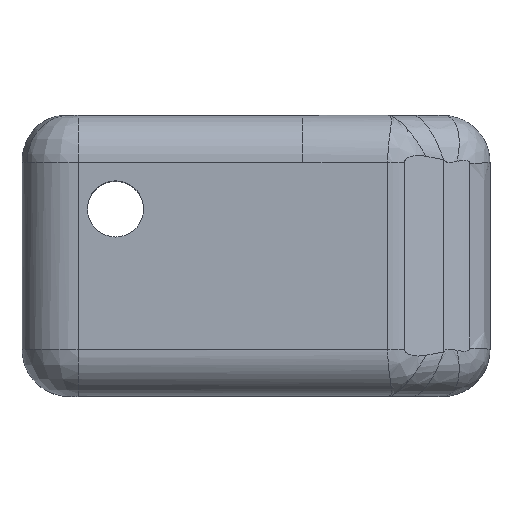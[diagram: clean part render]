
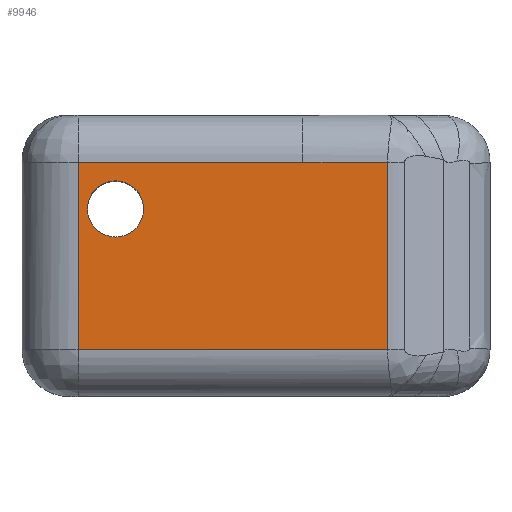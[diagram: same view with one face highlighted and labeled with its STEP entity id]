
A CAD part, top view. The second image highlights one B-rep face of the part: STEP entity #9946.
In plain terms, the highlighted planar face has unit normal (0, 0, 1).
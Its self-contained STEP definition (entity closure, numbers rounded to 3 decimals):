
#3251 = CYLINDRICAL_SURFACE('',#3252,5.);
#3252 = AXIS2_PLACEMENT_3D('',#3253,#3254,#3255);
#3253 = CARTESIAN_POINT('',(19.,0.,10.));
#3254 = DIRECTION('',(-1.,-0.,-0.));
#3255 = DIRECTION('',(0.,0.,1.));
#4035 = CYLINDRICAL_SURFACE('',#4036,6.);
#4036 = AXIS2_PLACEMENT_3D('',#4037,#4038,#4039);
#4037 = CARTESIAN_POINT('',(-19.,25.,9.));
#4038 = DIRECTION('',(0.,-1.,0.));
#4039 = DIRECTION('',(-1.,0.,0.));
#4673 = CYLINDRICAL_SURFACE('',#4674,5.);
#4674 = AXIS2_PLACEMENT_3D('',#4675,#4676,#4677);
#4675 = CARTESIAN_POINT('',(19.,20.,10.));
#4676 = DIRECTION('',(-1.,0.,0.));
#4677 = DIRECTION('',(0.,1.,0.));
#4892 = CYLINDRICAL_SURFACE('',#4893,5.);
#4893 = AXIS2_PLACEMENT_3D('',#4894,#4895,#4896);
#4894 = CARTESIAN_POINT('',(5.,20.,10.));
#4895 = DIRECTION('',(-1.,0.,0.));
#4896 = DIRECTION('',(0.,1.,0.));
#5751 = VERTEX_POINT('',#5752);
#5752 = CARTESIAN_POINT('',(-19.,0.,15.));
#5937 = EDGE_CURVE('',#5938,#5751,#5940,.T.);
#5938 = VERTEX_POINT('',#5939);
#5939 = CARTESIAN_POINT('',(14.072,0.,15.));
#5940 = SURFACE_CURVE('',#5941,(#5945,#5952),.PCURVE_S1.);
#5941 = LINE('',#5942,#5943);
#5942 = CARTESIAN_POINT('',(19.,0.,15.));
#5943 = VECTOR('',#5944,1.);
#5944 = DIRECTION('',(-1.,-0.,-0.));
#5945 = PCURVE('',#3251,#5946);
#5946 = DEFINITIONAL_REPRESENTATION('',(#5947),#5951);
#5947 = LINE('',#5948,#5949);
#5948 = CARTESIAN_POINT('',(-0.,0.));
#5949 = VECTOR('',#5950,1.);
#5950 = DIRECTION('',(-0.,1.));
#5951 = ( GEOMETRIC_REPRESENTATION_CONTEXT(2) 
PARAMETRIC_REPRESENTATION_CONTEXT() REPRESENTATION_CONTEXT('2D SPACE',''
  ) );
#5952 = PCURVE('',#5953,#5958);
#5953 = PLANE('',#5954);
#5954 = AXIS2_PLACEMENT_3D('',#5955,#5956,#5957);
#5955 = CARTESIAN_POINT('',(4.931,18.647,15.));
#5956 = DIRECTION('',(0.,0.,1.));
#5957 = DIRECTION('',(1.,0.,0.));
#5958 = DEFINITIONAL_REPRESENTATION('',(#5959),#5963);
#5959 = LINE('',#5960,#5961);
#5960 = CARTESIAN_POINT('',(14.069,-18.647));
#5961 = VECTOR('',#5962,1.);
#5962 = DIRECTION('',(-1.,0.));
#5963 = ( GEOMETRIC_REPRESENTATION_CONTEXT(2) 
PARAMETRIC_REPRESENTATION_CONTEXT() REPRESENTATION_CONTEXT('2D SPACE',''
  ) );
#7570 = VERTEX_POINT('',#7571);
#7571 = CARTESIAN_POINT('',(-19.,20.,15.));
#7593 = EDGE_CURVE('',#7570,#5751,#7594,.T.);
#7594 = SURFACE_CURVE('',#7595,(#7599,#7606),.PCURVE_S1.);
#7595 = LINE('',#7596,#7597);
#7596 = CARTESIAN_POINT('',(-19.,25.,15.));
#7597 = VECTOR('',#7598,1.);
#7598 = DIRECTION('',(0.,-1.,0.));
#7599 = PCURVE('',#4035,#7600);
#7600 = DEFINITIONAL_REPRESENTATION('',(#7601),#7605);
#7601 = LINE('',#7602,#7603);
#7602 = CARTESIAN_POINT('',(-1.571,0.));
#7603 = VECTOR('',#7604,1.);
#7604 = DIRECTION('',(-0.,1.));
#7605 = ( GEOMETRIC_REPRESENTATION_CONTEXT(2) 
PARAMETRIC_REPRESENTATION_CONTEXT() REPRESENTATION_CONTEXT('2D SPACE',''
  ) );
#7606 = PCURVE('',#5953,#7607);
#7607 = DEFINITIONAL_REPRESENTATION('',(#7608),#7612);
#7608 = LINE('',#7609,#7610);
#7609 = CARTESIAN_POINT('',(-23.931,6.353));
#7610 = VECTOR('',#7611,1.);
#7611 = DIRECTION('',(0.,-1.));
#7612 = ( GEOMETRIC_REPRESENTATION_CONTEXT(2) 
PARAMETRIC_REPRESENTATION_CONTEXT() REPRESENTATION_CONTEXT('2D SPACE',''
  ) );
#7864 = CYLINDRICAL_SURFACE('',#7865,3.);
#7865 = AXIS2_PLACEMENT_3D('',#7866,#7867,#7868);
#7866 = CARTESIAN_POINT('',(-15.,15.,15.));
#7867 = DIRECTION('',(0.,0.,1.));
#7868 = DIRECTION('',(1.,0.,0.));
#7907 = VERTEX_POINT('',#7908);
#7908 = CARTESIAN_POINT('',(14.072,20.,15.));
#8726 = EDGE_CURVE('',#7907,#8727,#8729,.T.);
#8727 = VERTEX_POINT('',#8728);
#8728 = CARTESIAN_POINT('',(5.,20.,15.));
#8729 = SURFACE_CURVE('',#8730,(#8734,#8741),.PCURVE_S1.);
#8730 = LINE('',#8731,#8732);
#8731 = CARTESIAN_POINT('',(19.,20.,15.));
#8732 = VECTOR('',#8733,1.);
#8733 = DIRECTION('',(-1.,0.,0.));
#8734 = PCURVE('',#4673,#8735);
#8735 = DEFINITIONAL_REPRESENTATION('',(#8736),#8740);
#8736 = LINE('',#8737,#8738);
#8737 = CARTESIAN_POINT('',(-1.571,0.));
#8738 = VECTOR('',#8739,1.);
#8739 = DIRECTION('',(-0.,1.));
#8740 = ( GEOMETRIC_REPRESENTATION_CONTEXT(2) 
PARAMETRIC_REPRESENTATION_CONTEXT() REPRESENTATION_CONTEXT('2D SPACE',''
  ) );
#8741 = PCURVE('',#5953,#8742);
#8742 = DEFINITIONAL_REPRESENTATION('',(#8743),#8747);
#8743 = LINE('',#8744,#8745);
#8744 = CARTESIAN_POINT('',(14.069,1.353));
#8745 = VECTOR('',#8746,1.);
#8746 = DIRECTION('',(-1.,0.));
#8747 = ( GEOMETRIC_REPRESENTATION_CONTEXT(2) 
PARAMETRIC_REPRESENTATION_CONTEXT() REPRESENTATION_CONTEXT('2D SPACE',''
  ) );
#9363 = EDGE_CURVE('',#8727,#7570,#9364,.T.);
#9364 = SURFACE_CURVE('',#9365,(#9369,#9376),.PCURVE_S1.);
#9365 = LINE('',#9366,#9367);
#9366 = CARTESIAN_POINT('',(5.,20.,15.));
#9367 = VECTOR('',#9368,1.);
#9368 = DIRECTION('',(-1.,0.,0.));
#9369 = PCURVE('',#4892,#9370);
#9370 = DEFINITIONAL_REPRESENTATION('',(#9371),#9375);
#9371 = LINE('',#9372,#9373);
#9372 = CARTESIAN_POINT('',(-1.571,0.));
#9373 = VECTOR('',#9374,1.);
#9374 = DIRECTION('',(-0.,1.));
#9375 = ( GEOMETRIC_REPRESENTATION_CONTEXT(2) 
PARAMETRIC_REPRESENTATION_CONTEXT() REPRESENTATION_CONTEXT('2D SPACE',''
  ) );
#9376 = PCURVE('',#5953,#9377);
#9377 = DEFINITIONAL_REPRESENTATION('',(#9378),#9382);
#9378 = LINE('',#9379,#9380);
#9379 = CARTESIAN_POINT('',(0.069,1.353));
#9380 = VECTOR('',#9381,1.);
#9381 = DIRECTION('',(-1.,0.));
#9382 = ( GEOMETRIC_REPRESENTATION_CONTEXT(2) 
PARAMETRIC_REPRESENTATION_CONTEXT() REPRESENTATION_CONTEXT('2D SPACE',''
  ) );
#9946 = ADVANCED_FACE('',(#9947,#9979),#5953,.T.);
#9947 = FACE_BOUND('',#9948,.T.);
#9948 = EDGE_LOOP('',(#9949,#9950,#9976,#9977,#9978));
#9949 = ORIENTED_EDGE('',*,*,#5937,.F.);
#9950 = ORIENTED_EDGE('',*,*,#9951,.T.);
#9951 = EDGE_CURVE('',#5938,#7907,#9952,.T.);
#9952 = SURFACE_CURVE('',#9953,(#9957,#9964),.PCURVE_S1.);
#9953 = LINE('',#9954,#9955);
#9954 = CARTESIAN_POINT('',(14.072,0.,15.));
#9955 = VECTOR('',#9956,1.);
#9956 = DIRECTION('',(0.,1.,0.));
#9957 = PCURVE('',#5953,#9958);
#9958 = DEFINITIONAL_REPRESENTATION('',(#9959),#9963);
#9959 = LINE('',#9960,#9961);
#9960 = CARTESIAN_POINT('',(9.141,-18.647));
#9961 = VECTOR('',#9962,1.);
#9962 = DIRECTION('',(0.,1.));
#9963 = ( GEOMETRIC_REPRESENTATION_CONTEXT(2) 
PARAMETRIC_REPRESENTATION_CONTEXT() REPRESENTATION_CONTEXT('2D SPACE',''
  ) );
#9964 = PCURVE('',#9965,#9970);
#9965 = CYLINDRICAL_SURFACE('',#9966,5.);
#9966 = AXIS2_PLACEMENT_3D('',#9967,#9968,#9969);
#9967 = CARTESIAN_POINT('',(14.072,0.,10.));
#9968 = DIRECTION('',(0.,1.,0.));
#9969 = DIRECTION('',(0.,0.,1.));
#9970 = DEFINITIONAL_REPRESENTATION('',(#9971),#9975);
#9971 = LINE('',#9972,#9973);
#9972 = CARTESIAN_POINT('',(0.,0.));
#9973 = VECTOR('',#9974,1.);
#9974 = DIRECTION('',(0.,1.));
#9975 = ( GEOMETRIC_REPRESENTATION_CONTEXT(2) 
PARAMETRIC_REPRESENTATION_CONTEXT() REPRESENTATION_CONTEXT('2D SPACE',''
  ) );
#9976 = ORIENTED_EDGE('',*,*,#8726,.T.);
#9977 = ORIENTED_EDGE('',*,*,#9363,.T.);
#9978 = ORIENTED_EDGE('',*,*,#7593,.T.);
#9979 = FACE_BOUND('',#9980,.T.);
#9980 = EDGE_LOOP('',(#9981));
#9981 = ORIENTED_EDGE('',*,*,#9982,.F.);
#9982 = EDGE_CURVE('',#9983,#9983,#9985,.T.);
#9983 = VERTEX_POINT('',#9984);
#9984 = CARTESIAN_POINT('',(-12.,15.,15.));
#9985 = SURFACE_CURVE('',#9986,(#9991,#9998),.PCURVE_S1.);
#9986 = CIRCLE('',#9987,3.);
#9987 = AXIS2_PLACEMENT_3D('',#9988,#9989,#9990);
#9988 = CARTESIAN_POINT('',(-15.,15.,15.));
#9989 = DIRECTION('',(0.,0.,1.));
#9990 = DIRECTION('',(1.,0.,0.));
#9991 = PCURVE('',#5953,#9992);
#9992 = DEFINITIONAL_REPRESENTATION('',(#9993),#9997);
#9993 = CIRCLE('',#9994,3.);
#9994 = AXIS2_PLACEMENT_2D('',#9995,#9996);
#9995 = CARTESIAN_POINT('',(-19.931,-3.647));
#9996 = DIRECTION('',(1.,0.));
#9997 = ( GEOMETRIC_REPRESENTATION_CONTEXT(2) 
PARAMETRIC_REPRESENTATION_CONTEXT() REPRESENTATION_CONTEXT('2D SPACE',''
  ) );
#9998 = PCURVE('',#7864,#9999);
#9999 = DEFINITIONAL_REPRESENTATION('',(#10000),#10004);
#10000 = LINE('',#10001,#10002);
#10001 = CARTESIAN_POINT('',(0.,0.));
#10002 = VECTOR('',#10003,1.);
#10003 = DIRECTION('',(1.,0.));
#10004 = ( GEOMETRIC_REPRESENTATION_CONTEXT(2) 
PARAMETRIC_REPRESENTATION_CONTEXT() REPRESENTATION_CONTEXT('2D SPACE',''
  ) );
